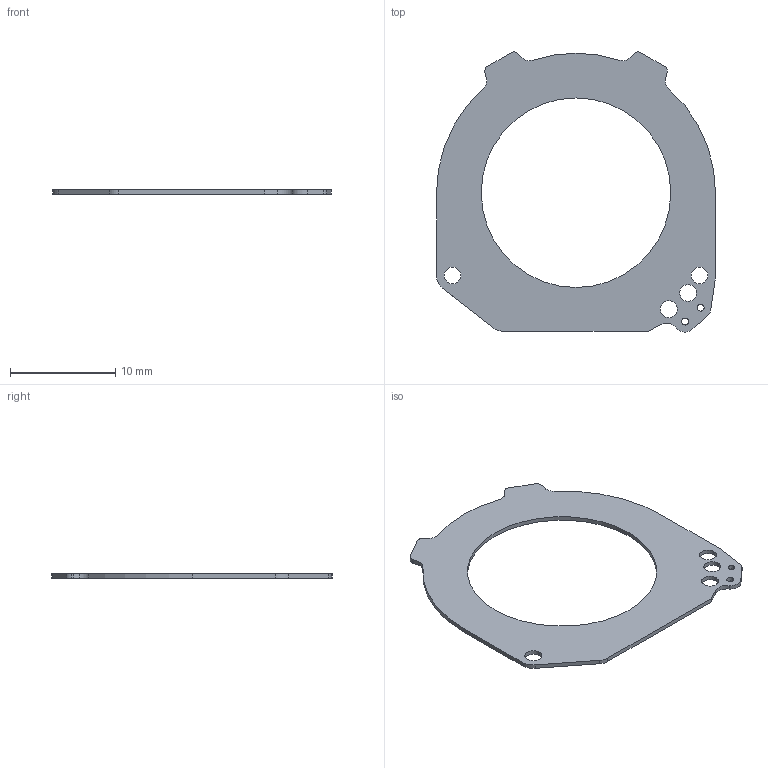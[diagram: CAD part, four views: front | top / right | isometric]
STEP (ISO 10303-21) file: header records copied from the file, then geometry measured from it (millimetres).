
FILE_DESCRIPTION(/* description */ (''),/* implementation_level */ '2;1');
FILE_NAME(/* name */ 'amt103-v_19.ipt.stp',/* time_stamp */ '2016-01-07T16:42:43-08:00',/* author */ ('Autodesk Inc.'),/* organization */ ('Autodesk Inc.'),/* preprocessor_version */ 'ST-DEVELOPER v16.1',/* originating_system */ 'Autodesk Inventor 2016',/* authorisation */ '');
FILE_SCHEMA (('AUTOMOTIVE_DESIGN { 1 0 10303 214 3 1 1 }'));
Length unit declared in the file: millimetre
Products named in the file (1): amt103-v_19
Bounding box: 26.5 x 26.61 x 0.41 mm (x, y, z)
Volume: 143.3 mm3; surface area: 781.4 mm2
Topology: 1 solids, 1 shells, 65 faces, 171 edges, 114 vertices
Faces by surface type: cylinder 44, plane 21
Entity records: 2165 total; most frequent: DIRECTION 391, CARTESIAN_POINT 351, ORIENTED_EDGE 342, EDGE_CURVE 171, AXIS2_PLACEMENT_3D 154, VERTEX_POINT 114, CIRCLE 88, EDGE_LOOP 85
